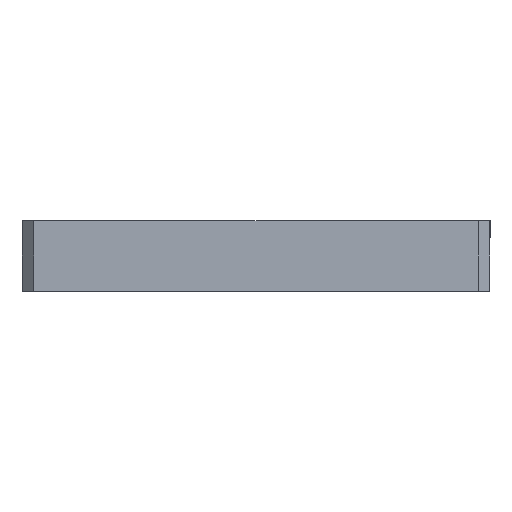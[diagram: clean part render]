
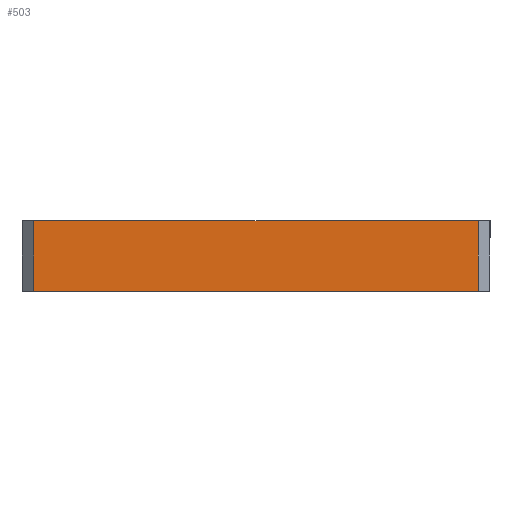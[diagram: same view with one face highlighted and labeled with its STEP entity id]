
A CAD part, left-side view. The second image highlights one B-rep face of the part: STEP entity #503.
In plain terms, the highlighted planar face has unit normal (-1, 0, 0).
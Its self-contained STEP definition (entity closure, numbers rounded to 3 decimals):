
#2 = VECTOR ( 'NONE', #421, 1000. ) ;
#4 = AXIS2_PLACEMENT_3D ( 'NONE', #443, #447, #420 ) ;
#8 = VECTOR ( 'NONE', #286, 1000. ) ;
#18 = VECTOR ( 'NONE', #361, 1000. ) ;
#38 = VECTOR ( 'NONE', #356, 1000. ) ;
#141 = ORIENTED_EDGE ( 'NONE', *, *, #505, .F. ) ;
#142 = ORIENTED_EDGE ( 'NONE', *, *, #466, .T. ) ;
#151 = ORIENTED_EDGE ( 'NONE', *, *, #476, .T. ) ;
#161 = ORIENTED_EDGE ( 'NONE', *, *, #472, .T. ) ;
#202 = EDGE_LOOP ( 'NONE', ( #151, #161, #141, #142 ) ) ;
#236 = CARTESIAN_POINT ( 'NONE',  ( -131.5, -9.5, 3. ) ) ;
#237 = CARTESIAN_POINT ( 'NONE',  ( -131.5, 9.5, 0. ) ) ;
#248 = CARTESIAN_POINT ( 'NONE',  ( -131.5, -9.5, 0. ) ) ;
#254 = VERTEX_POINT ( 'NONE', #236 ) ;
#266 = CARTESIAN_POINT ( 'NONE',  ( -131.5, 9.5, 3. ) ) ;
#267 = VERTEX_POINT ( 'NONE', #248 ) ;
#272 = VERTEX_POINT ( 'NONE', #237 ) ;
#277 = VERTEX_POINT ( 'NONE', #266 ) ;
#283 = CARTESIAN_POINT ( 'NONE',  ( -131.5, 9.5, 3. ) ) ;
#286 = DIRECTION ( 'NONE',  ( 0., 0., -1. ) ) ;
#316 = LINE ( 'NONE', #283, #8 ) ;
#325 = CARTESIAN_POINT ( 'NONE',  ( -131.5, 10., 0. ) ) ;
#329 = CARTESIAN_POINT ( 'NONE',  ( -131.5, -9.5, 3. ) ) ;
#340 = LINE ( 'NONE', #325, #18 ) ;
#352 = LINE ( 'NONE', #329, #38 ) ;
#356 = DIRECTION ( 'NONE',  ( 0., 0., 1. ) ) ;
#361 = DIRECTION ( 'NONE',  ( 0., -1., 0. ) ) ;
#411 = LINE ( 'NONE', #434, #2 ) ;
#420 = DIRECTION ( 'NONE',  ( 0., 0., -1. ) ) ;
#421 = DIRECTION ( 'NONE',  ( 0., -1., 0. ) ) ;
#434 = CARTESIAN_POINT ( 'NONE',  ( -131.5, 10., 3. ) ) ;
#435 = PLANE ( 'NONE',  #4 ) ;
#443 = CARTESIAN_POINT ( 'NONE',  ( -131.5, 10., 3. ) ) ;
#447 = DIRECTION ( 'NONE',  ( 1., 0., 0. ) ) ;
#453 = FACE_OUTER_BOUND ( 'NONE', #202, .T. ) ;
#466 = EDGE_CURVE ( 'NONE', #277, #272, #316, .T. ) ;
#472 = EDGE_CURVE ( 'NONE', #267, #254, #352, .T. ) ;
#476 = EDGE_CURVE ( 'NONE', #272, #267, #340, .T. ) ;
#503 = ADVANCED_FACE ( 'NONE', ( #453 ), #435, .F. ) ;
#505 = EDGE_CURVE ( 'NONE', #277, #254, #411, .T. ) ;
